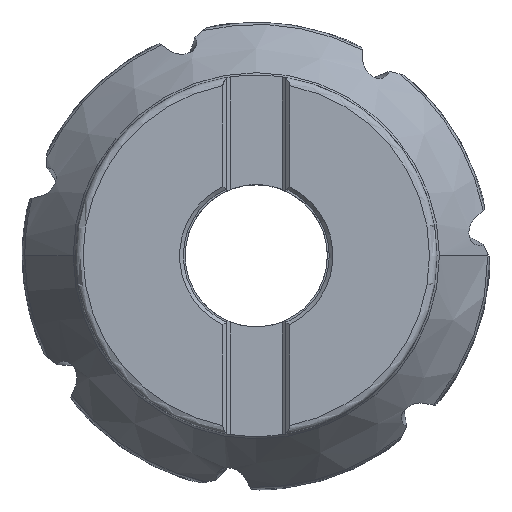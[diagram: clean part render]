
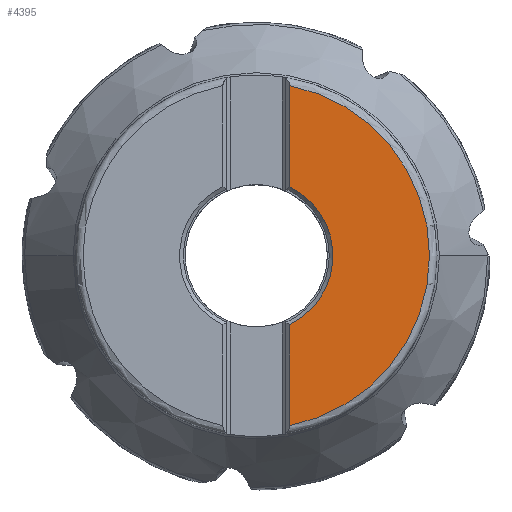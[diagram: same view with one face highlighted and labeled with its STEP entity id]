
A CAD part, top view. The second image highlights one B-rep face of the part: STEP entity #4395.
In plain terms, the highlighted planar face has unit normal (0, 0, 1).
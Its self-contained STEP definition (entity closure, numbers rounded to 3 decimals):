
#1055=LINE('',#45276,#1660);
#1056=LINE('',#45282,#1661);
#1660=VECTOR('',#19462,1.);
#1661=VECTOR('',#19467,1.);
#2410=FACE_OUTER_BOUND('',#5565,.T.);
#4395=ADVANCED_FACE('',(#2410),#4986,.T.);
#4986=PLANE('',#16858);
#5565=EDGE_LOOP('',(#8675,#8676,#8677,#8678,#8679));
#8675=ORIENTED_EDGE('',*,*,#14184,.T.);
#8676=ORIENTED_EDGE('',*,*,#14185,.F.);
#8677=ORIENTED_EDGE('',*,*,#14186,.F.);
#8678=ORIENTED_EDGE('',*,*,#14187,.T.);
#8679=ORIENTED_EDGE('',*,*,#14183,.F.);
#12103=VERTEX_POINT('',#45266);
#12104=VERTEX_POINT('',#45273);
#12105=VERTEX_POINT('',#45277);
#12106=VERTEX_POINT('',#45279);
#12107=VERTEX_POINT('',#45281);
#14183=EDGE_CURVE('',#12104,#12103,#15462,.T.);
#14184=EDGE_CURVE('',#12104,#12105,#1055,.T.);
#14185=EDGE_CURVE('',#12106,#12105,#15463,.T.);
#14186=EDGE_CURVE('',#12107,#12106,#15464,.T.);
#14187=EDGE_CURVE('',#12107,#12103,#1056,.T.);
#15462=CIRCLE('',#16854,20.55);
#15463=CIRCLE('',#16856,46.419);
#15464=CIRCLE('',#16857,46.419);
#16854=AXIS2_PLACEMENT_3D('',#45274,#19458,#19459);
#16856=AXIS2_PLACEMENT_3D('',#45278,#19463,#19464);
#16857=AXIS2_PLACEMENT_3D('',#45280,#19465,#19466);
#16858=AXIS2_PLACEMENT_3D('',#45283,#19468,#19469);
#19458=DIRECTION('',(0.,0.,1.));
#19459=DIRECTION('',(0.435,-0.9,0.));
#19462=DIRECTION('',(0.,-1.,0.));
#19463=DIRECTION('',(0.,0.,-1.));
#19464=DIRECTION('',(1.,0.,0.));
#19465=DIRECTION('',(0.,0.,-1.));
#19466=DIRECTION('',(0.193,0.981,0.));
#19467=DIRECTION('',(0.,-1.,0.));
#19468=DIRECTION('',(0.,0.,1.));
#19469=DIRECTION('',(-1.,0.,0.));
#45266=CARTESIAN_POINT('',(8.937,18.505,0.));
#45273=CARTESIAN_POINT('',(8.937,-18.505,0.));
#45274=CARTESIAN_POINT('',(0.,0.,0.));
#45276=CARTESIAN_POINT('',(8.937,-18.505,0.));
#45277=CARTESIAN_POINT('',(8.938,-45.55,0.));
#45278=CARTESIAN_POINT('',(0.,0.,0.));
#45279=CARTESIAN_POINT('',(46.419,-0.021,0.));
#45280=CARTESIAN_POINT('',(0.,0.,0.));
#45281=CARTESIAN_POINT('',(8.937,45.55,0.));
#45282=CARTESIAN_POINT('',(8.937,45.55,0.));
#45283=CARTESIAN_POINT('',(27.678,0.,0.));
